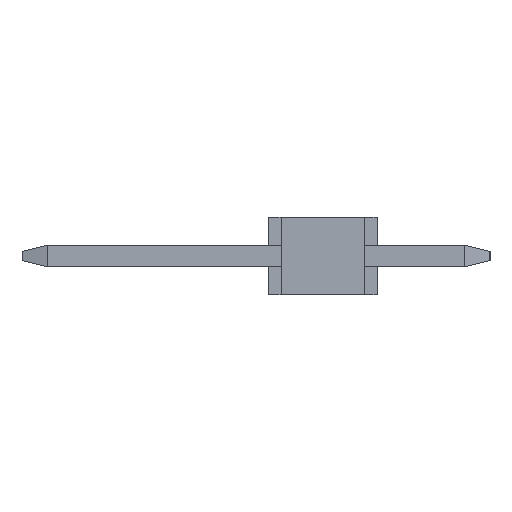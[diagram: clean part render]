
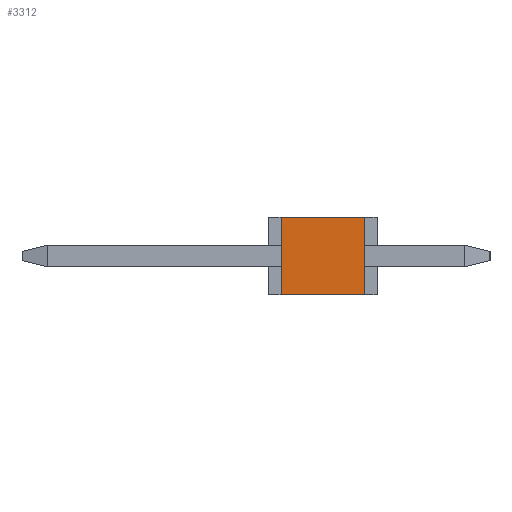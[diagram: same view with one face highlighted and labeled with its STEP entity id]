
A CAD part, left-side view. The second image highlights one B-rep face of the part: STEP entity #3312.
In plain terms, the highlighted planar face has unit normal (-1, 0, 0).
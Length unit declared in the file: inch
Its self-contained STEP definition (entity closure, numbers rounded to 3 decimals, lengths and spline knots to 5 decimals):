
#1=DIRECTION('',(0.,0.,-1.));
#2=VECTOR('',#1,0.093);
#3=CARTESIAN_POINT('',(-0.495,0.05,0.0465));
#4=LINE('',#3,#2);
#5=DIRECTION('',(0.,-1.,0.));
#6=VECTOR('',#5,0.1);
#7=CARTESIAN_POINT('',(-0.495,0.05,0.0465));
#8=LINE('',#7,#6);
#9=DIRECTION('',(0.,0.,-1.));
#10=VECTOR('',#9,0.093);
#11=CARTESIAN_POINT('',(-0.495,-0.05,0.0465));
#12=LINE('',#11,#10);
#13=DIRECTION('',(0.,1.,0.));
#14=VECTOR('',#13,0.1);
#15=CARTESIAN_POINT('',(-0.495,-0.05,-0.0465));
#16=LINE('',#15,#14);
#2521=CARTESIAN_POINT('',(-0.495,0.05,0.0465));
#2522=CARTESIAN_POINT('',(-0.495,0.05,-0.0465));
#2523=VERTEX_POINT('',#2521);
#2524=VERTEX_POINT('',#2522);
#2525=CARTESIAN_POINT('',(-0.495,-0.05,0.0465));
#2526=CARTESIAN_POINT('',(-0.495,-0.05,-0.0465));
#2527=VERTEX_POINT('',#2525);
#2528=VERTEX_POINT('',#2526);
#3297=CARTESIAN_POINT('',(-0.495,0.,0.));
#3298=DIRECTION('',(1.,0.,0.));
#3299=DIRECTION('',(0.,0.,-1.));
#3300=AXIS2_PLACEMENT_3D('',#3297,#3298,#3299);
#3301=PLANE('',#3300);
#3303=ORIENTED_EDGE('',*,*,#3302,.F.);
#3305=ORIENTED_EDGE('',*,*,#3304,.T.);
#3307=ORIENTED_EDGE('',*,*,#3306,.T.);
#3309=ORIENTED_EDGE('',*,*,#3308,.T.);
#3310=EDGE_LOOP('',(#3303,#3305,#3307,#3309));
#3311=FACE_OUTER_BOUND('',#3310,.F.);
#3312=ADVANCED_FACE('',(#3311),#3301,.F.);
#3302=EDGE_CURVE('',#2523,#2524,#4,.T.);
#3304=EDGE_CURVE('',#2523,#2527,#8,.T.);
#3306=EDGE_CURVE('',#2527,#2528,#12,.T.);
#3308=EDGE_CURVE('',#2528,#2524,#16,.T.);
